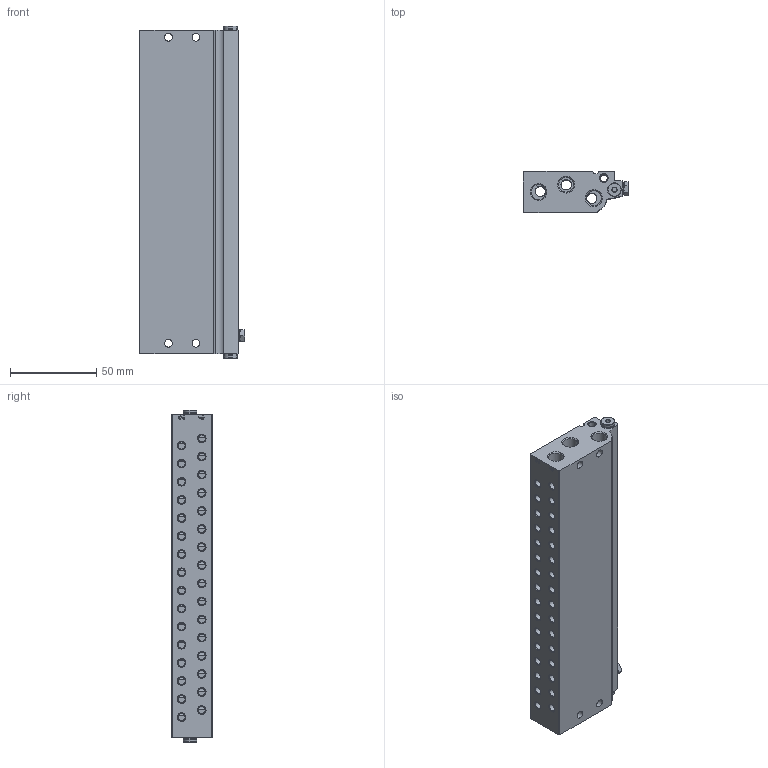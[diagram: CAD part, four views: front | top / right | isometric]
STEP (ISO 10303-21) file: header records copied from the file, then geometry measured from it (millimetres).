
FILE_DESCRIPTION(/* description */ ('STEP AP214'),/* implementation_level */ '2;1');
FILE_NAME(/* name */ '566593_VABM-L1-10W-G18-16',/* time_stamp */ '2024-09-16T01:25:02+02:00',/* author */ ('License CC BY-ND 4.0'),/* organization */ ('CADENAS'),/* preprocessor_version */ 'ST-DEVELOPER v19.3',/* originating_system */ 'PARTsolutions',/* authorisation */ ' ');
FILE_SCHEMA (('AUTOMOTIVE_DESIGN {1 0 10303 214 3 1 1}'));
Length unit declared in the file: millimetre
Products named in the file (4): 566593 VABM-L1-10W-G18-16; 566593 VABM-L1-10W-G18-16---(L1-P); 174308 B-M5-B; 743818 VUVG---(VS)
Assembly tree (4 placements, depth 2):
  566593 VABM-L1-10W-G18-16
    566593 VABM-L1-10W-G18-16---(L1-P)
    174308 B-M5-B  x2
    743818 VUVG---(VS)
Bounding box: 61.2 x 23.9 x 192.5 mm (x, y, z)
Volume: 187006.2 mm3; surface area: 73318 mm2
Topology: 4 solids, 4 shells, 761 faces, 2252 edges, 1457 vertices
Faces by surface type: plane 294, cylinder 259, cone 195, torus 13
Full cylindrical faces by diameter (mm): 0.7 x2, 0.9 x2, 1.55 x32, 1.567 x32, 2 x2, 2.35 x1, 2.5 x1, 3.3 x1, 3.4 x2, 3.5 x1, 4 x80, 4.019 x1, 4.1 x1, 4.134 x35, 4.5 x4, 5 x3, 6 x3, 7 x1, 7.2 x2, 8 x4, 8.566 x6
Entity records: 22088 total; most frequent: CARTESIAN_POINT 5133, DIRECTION 3299, ORIENTED_EDGE 2806, FACE_BOUND 1475, EDGE_CURVE 1403, EDGE_LOOP 1379, AXIS2_PLACEMENT_3D 1342, VERTEX_POINT 1156
